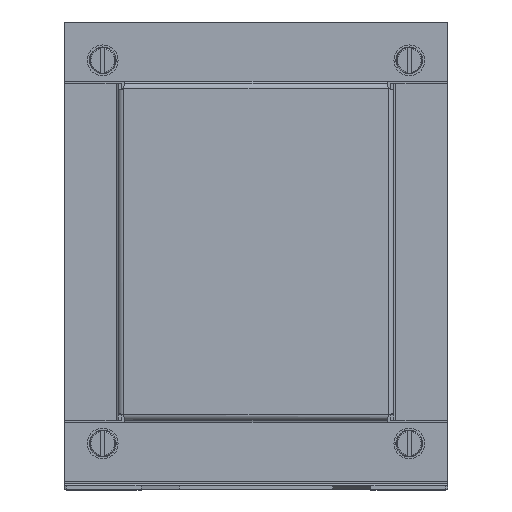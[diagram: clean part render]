
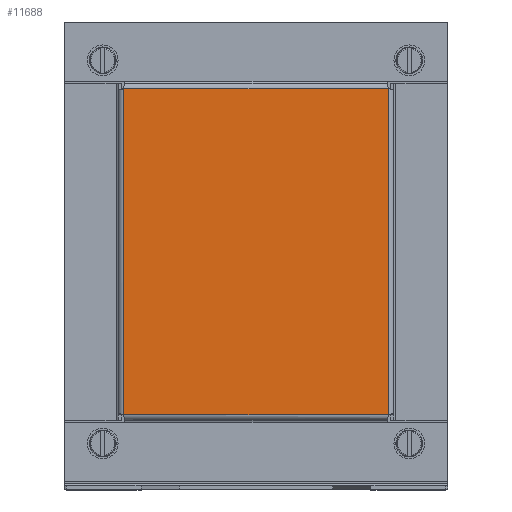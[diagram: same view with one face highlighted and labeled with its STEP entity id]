
A CAD part, top view. The second image highlights one B-rep face of the part: STEP entity #11688.
In plain terms, the highlighted planar face has unit normal (0, 0, 1).
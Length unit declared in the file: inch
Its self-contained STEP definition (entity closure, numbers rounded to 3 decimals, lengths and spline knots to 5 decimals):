
#3049 = EDGE_CURVE ( 'NONE', #28746, #35761, #30637, .T. ) ;
#5711 = LINE ( 'NONE', #8336, #14748 ) ;
#6636 = AXIS2_PLACEMENT_3D ( 'NONE', #22722, #10921, #22910 ) ;
#7355 = ORIENTED_EDGE ( 'NONE', *, *, #3049, .T. ) ;
#7634 = DIRECTION ( 'NONE',  ( 0., -1., 0. ) ) ;
#8336 = CARTESIAN_POINT ( 'NONE',  ( 0.23299, -1.07562, 2.36856 ) ) ;
#9818 = ORIENTED_EDGE ( 'NONE', *, *, #33047, .T. ) ;
#10361 = FACE_OUTER_BOUND ( 'NONE', #19682, .T. ) ;
#10921 = DIRECTION ( 'NONE',  ( 0., 0., -1. ) ) ;
#11688 = ADVANCED_FACE ( 'NONE', ( #10361 ), #38322, .F. ) ;
#12738 = ORIENTED_EDGE ( 'NONE', *, *, #33731, .T. ) ;
#14084 = CARTESIAN_POINT ( 'NONE',  ( -2.48355, 2.27084, 2.36856 ) ) ;
#14237 = EDGE_CURVE ( 'NONE', #22179, #28746, #37884, .T. ) ;
#14748 = VECTOR ( 'NONE', #36152, 39.37008 ) ;
#19200 = LINE ( 'NONE', #22390, #35914 ) ;
#19682 = EDGE_LOOP ( 'NONE', ( #7355, #9818, #12738, #22331 ) ) ;
#22179 = VERTEX_POINT ( 'NONE', #29121 ) ;
#22331 = ORIENTED_EDGE ( 'NONE', *, *, #14237, .T. ) ;
#22390 = CARTESIAN_POINT ( 'NONE',  ( 0.23299, 2.27084, 2.36856 ) ) ;
#22722 = CARTESIAN_POINT ( 'NONE',  ( 0.18181, 2.08251, 2.36856 ) ) ;
#22910 = DIRECTION ( 'NONE',  ( -1., 0., 0. ) ) ;
#24700 = VECTOR ( 'NONE', #28212, 39.37008 ) ;
#27870 = CARTESIAN_POINT ( 'NONE',  ( -2.48355, -1.07562, 2.36856 ) ) ;
#28212 = DIRECTION ( 'NONE',  ( 1., 0., 0. ) ) ;
#28746 = VERTEX_POINT ( 'NONE', #27870 ) ;
#29121 = CARTESIAN_POINT ( 'NONE',  ( -2.48355, 2.27084, 2.36856 ) ) ;
#30637 = LINE ( 'NONE', #37631, #24700 ) ;
#31270 = VECTOR ( 'NONE', #7634, 39.37008 ) ;
#33047 = EDGE_CURVE ( 'NONE', #35761, #36578, #5711, .T. ) ;
#33252 = DIRECTION ( 'NONE',  ( -1., 0., 0. ) ) ;
#33731 = EDGE_CURVE ( 'NONE', #36578, #22179, #19200, .T. ) ;
#35119 = CARTESIAN_POINT ( 'NONE',  ( 0.23299, 2.27084, 2.36856 ) ) ;
#35761 = VERTEX_POINT ( 'NONE', #39680 ) ;
#35914 = VECTOR ( 'NONE', #33252, 39.37008 ) ;
#36152 = DIRECTION ( 'NONE',  ( 0., 1., 0. ) ) ;
#36578 = VERTEX_POINT ( 'NONE', #35119 ) ;
#37631 = CARTESIAN_POINT ( 'NONE',  ( -2.48355, -1.07562, 2.36856 ) ) ;
#37884 = LINE ( 'NONE', #14084, #31270 ) ;
#38322 = PLANE ( 'NONE',  #6636 ) ;
#39680 = CARTESIAN_POINT ( 'NONE',  ( 0.23299, -1.07562, 2.36856 ) ) ;
